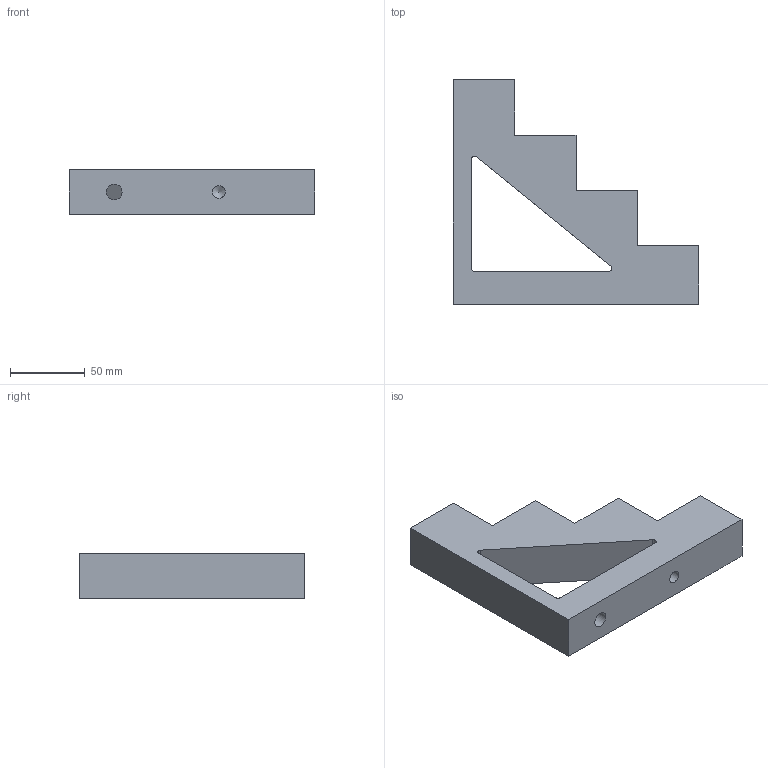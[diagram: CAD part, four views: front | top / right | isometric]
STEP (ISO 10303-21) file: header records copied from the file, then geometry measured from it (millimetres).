
FILE_DESCRIPTION (( 'STEP AP203' ), '1' );
FILE_NAME ('YIS11-4-40 Èçîëÿòîð ñòóïåí÷àòûé ÈÑ4-40 (Ì8) ñèëîâîé ÈÝÊ.STEP', '2016-09-15T09:21:51', ( '' ), ( '' ), 'SwSTEP 2.0', 'SolidWorks 2014', '' );
FILE_SCHEMA (( 'CONFIG_CONTROL_DESIGN' ));
Length unit declared in the file: millimetre
Products named in the file (1): YIS11-4-40 Èçîëÿòîð ñòóïåí÷àòûé ÈÑ4-40 (Ì8) ñèëîâîé ÈÝÊ
Bounding box: 164 x 150 x 30 mm (x, y, z)
Volume: 344635.8 mm3; surface area: 52897.3 mm2
Topology: 1 solids, 1 shells, 29 faces, 76 edges, 49 vertices
Faces by surface type: plane 15, cylinder 9, cone 5
Full cylindrical faces by diameter (mm): 6.8 x4, 8.5 x1, 10.5 x1
Entity records: 873 total; most frequent: DIRECTION 138, CARTESIAN_POINT 134, ORIENTED_EDGE 120, EDGE_CURVE 60, AXIS2_PLACEMENT_3D 48, VERTEX_POINT 44, EDGE_LOOP 44, VECTOR 42
